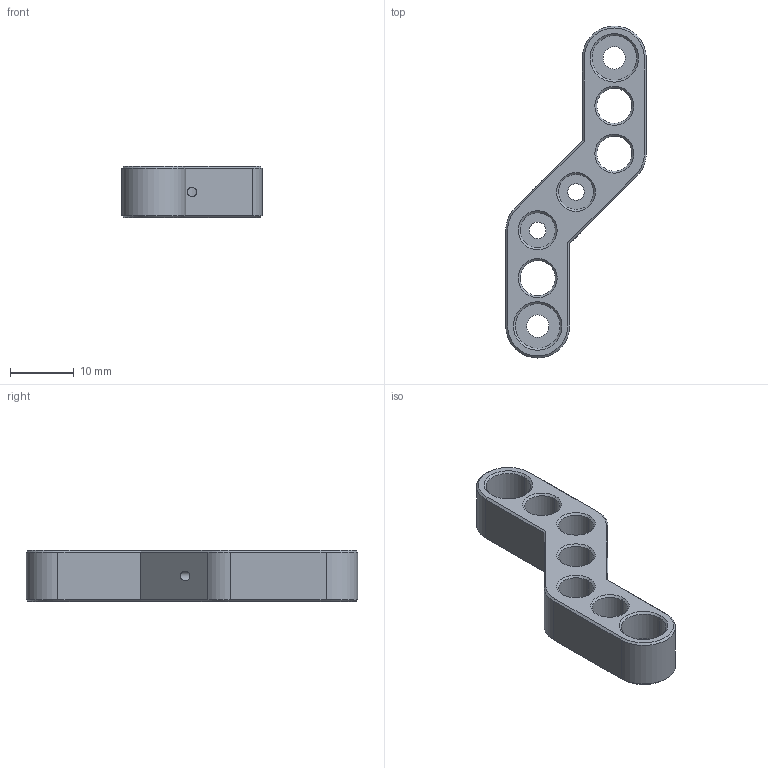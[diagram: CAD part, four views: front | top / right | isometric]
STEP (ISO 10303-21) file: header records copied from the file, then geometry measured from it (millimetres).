
FILE_DESCRIPTION (( 'STEP AP214' ), '1' );
FILE_NAME ('crosslinkP2STEEL.STEP', '2025-01-21T01:16:23', ( '' ), ( '' ), 'SwSTEP 2.0', 'SolidWorks 2025', '' );
FILE_SCHEMA (( 'AUTOMOTIVE_DESIGN' ));
Length unit declared in the file: millimetre
Products named in the file (1): crosslinkP2STEEL
Bounding box: 22 x 52 x 8 mm (x, y, z)
Volume: 3058.3 mm3; surface area: 2765.2 mm2
Topology: 1 solids, 1 shells, 90 faces, 204 edges, 120 vertices
Faces by surface type: cone 36, cylinder 30, plane 24
Entity records: 2599 total; most frequent: CARTESIAN_POINT 483, DIRECTION 466, ORIENTED_EDGE 408, EDGE_CURVE 204, AXIS2_PLACEMENT_3D 179, VERTEX_POINT 120, EDGE_LOOP 112, LINE 108
